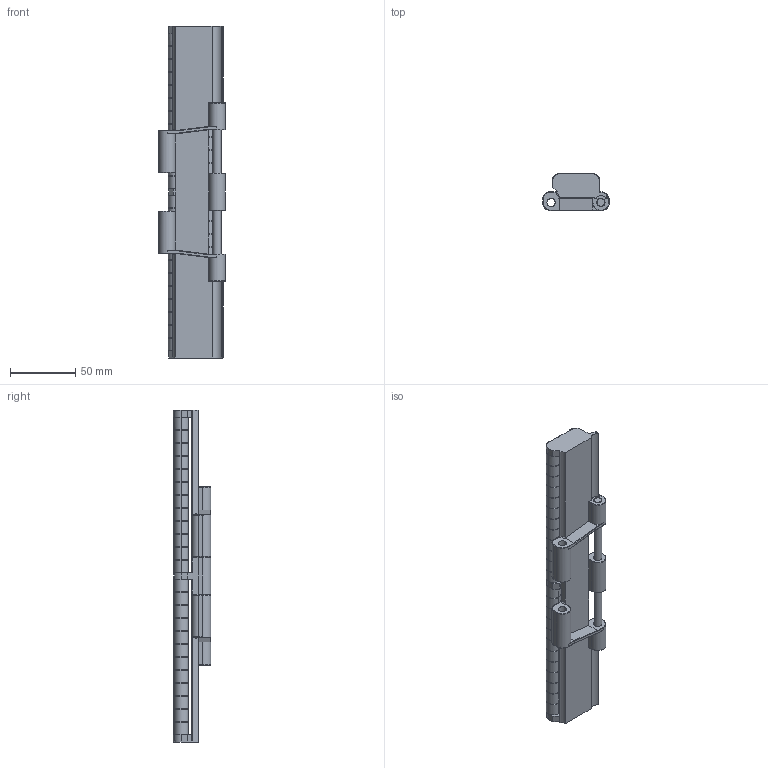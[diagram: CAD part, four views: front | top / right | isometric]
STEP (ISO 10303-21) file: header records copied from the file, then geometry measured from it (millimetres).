
FILE_DESCRIPTION (( 'STEP AP214' ), '1' );
FILE_NAME ('Rexnord-SWH LBP- XLA_ SWH LBP K-10.STEP', '2021-12-08T10:35:35', ( '' ), ( '' ), 'SwSTEP 2.0', 'SolidWorks 2021', '' );
FILE_SCHEMA (( 'AUTOMOTIVE_DESIGN' ));
Length unit declared in the file: inch
Products named in the file (3): Rexnord-SWH LBP- XLA_ SWH LBP K-10_PIN; Rexnord-SWH LBP- XLA_ SWH LBP K-10; Rexnord-SWH LBP- XLA_ SWH LBP K-10_LBP 8211_XLA10
Assembly tree (2 placements, depth 2):
  Rexnord-SWH LBP- XLA_ SWH LBP K-10
    Rexnord-SWH LBP- XLA_ SWH LBP K-10_PIN
    Rexnord-SWH LBP- XLA_ SWH LBP K-10_LBP 8211_XLA10
Bounding box: 50.8 x 28.7 x 254 mm (x, y, z)
Volume: 133247.5 mm3; surface area: 72171.5 mm2
Topology: 14 solids, 14 shells, 711 faces, 1557 edges, 1006 vertices
Faces by surface type: cylinder 405, plane 262, torus 30, bspline 8, cone 4, sphere 2
Entity records: 24294 total; most frequent: DIRECTION 3787, CARTESIAN_POINT 3659, ORIENTED_EDGE 3106, AXIS2_PLACEMENT_3D 1560, EDGE_CURVE 1553, VERTEX_POINT 1006, EDGE_LOOP 869, CIRCLE 852
